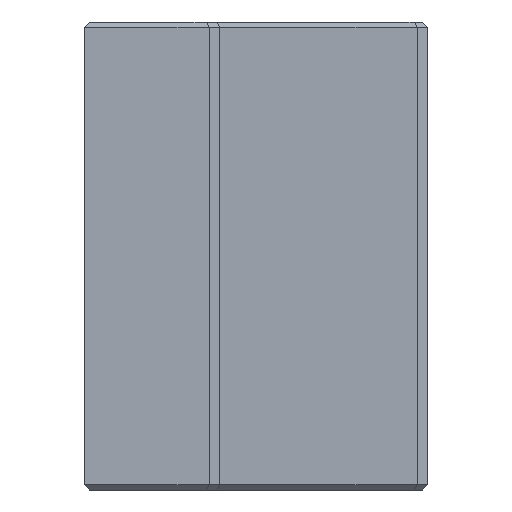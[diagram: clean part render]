
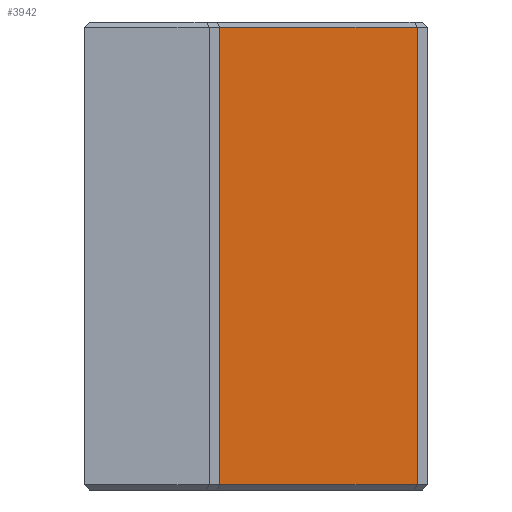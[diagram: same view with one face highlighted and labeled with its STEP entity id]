
A CAD part, left-side view. The second image highlights one B-rep face of the part: STEP entity #3942.
In plain terms, the highlighted planar face has unit normal (-1, 0, 0).
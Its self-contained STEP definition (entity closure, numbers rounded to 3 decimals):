
#117 = AXIS2_PLACEMENT_3D ( 'NONE', #2481, #2504, #2486 ) ;
#751 = FACE_OUTER_BOUND ( 'NONE', #2766, .T. ) ;
#873 = LINE ( 'NONE', #1242, #899 ) ;
#891 = LINE ( 'NONE', #1240, #892 ) ;
#892 = VECTOR ( 'NONE', #1241, 1000. ) ;
#895 = LINE ( 'NONE', #1244, #896 ) ;
#896 = VECTOR ( 'NONE', #1245, 1000. ) ;
#897 = LINE ( 'NONE', #1246, #898 ) ;
#898 = VECTOR ( 'NONE', #1247, 1000. ) ;
#899 = VECTOR ( 'NONE', #1249, 1000. ) ;
#1240 = CARTESIAN_POINT ( 'NONE',  ( -21.497, 6.997, 22.5 ) ) ;
#1241 = DIRECTION ( 'NONE',  ( 0., 0., -1. ) ) ;
#1242 = CARTESIAN_POINT ( 'NONE',  ( -21.497, 6.997, 22. ) ) ;
#1244 = CARTESIAN_POINT ( 'NONE',  ( -21.497, 6.997, -22. ) ) ;
#1245 = DIRECTION ( 'NONE',  ( 0., -1., 0. ) ) ;
#1246 = CARTESIAN_POINT ( 'NONE',  ( -21.497, -11.997, 22.5 ) ) ;
#1247 = DIRECTION ( 'NONE',  ( 0., 0., -1. ) ) ;
#1249 = DIRECTION ( 'NONE',  ( 0., 1., 0. ) ) ;
#2481 = CARTESIAN_POINT ( 'NONE',  ( -21.497, 6.997, 22.5 ) ) ;
#2486 = DIRECTION ( 'NONE',  ( 0., 1., 0. ) ) ;
#2491 = PLANE ( 'NONE',  #117 ) ;
#2504 = DIRECTION ( 'NONE',  ( 1., 0., 0. ) ) ;
#2657 = ORIENTED_EDGE ( 'NONE', *, *, #4038, .T. ) ;
#2709 = ORIENTED_EDGE ( 'NONE', *, *, #4037, .F. ) ;
#2766 = EDGE_LOOP ( 'NONE', ( #2850, #2851, #2709, #2657 ) ) ;
#2850 = ORIENTED_EDGE ( 'NONE', *, *, #4034, .T. ) ;
#2851 = ORIENTED_EDGE ( 'NONE', *, *, #4036, .T. ) ;
#3153 = VERTEX_POINT ( 'NONE', #3754 ) ;
#3154 = VERTEX_POINT ( 'NONE', #3755 ) ;
#3183 = VERTEX_POINT ( 'NONE', #3784 ) ;
#3186 = VERTEX_POINT ( 'NONE', #3787 ) ;
#3754 = CARTESIAN_POINT ( 'NONE',  ( -21.497, 6.997, 22. ) ) ;
#3755 = CARTESIAN_POINT ( 'NONE',  ( -21.497, -11.997, -22. ) ) ;
#3784 = CARTESIAN_POINT ( 'NONE',  ( -21.497, 6.997, -22. ) ) ;
#3787 = CARTESIAN_POINT ( 'NONE',  ( -21.497, -11.997, 22. ) ) ;
#3942 = ADVANCED_FACE ( 'NONE', ( #751 ), #2491, .F. ) ;
#4034 = EDGE_CURVE ( 'NONE', #3153, #3183, #891, .T. ) ;
#4036 = EDGE_CURVE ( 'NONE', #3183, #3154, #895, .T. ) ;
#4037 = EDGE_CURVE ( 'NONE', #3186, #3154, #897, .T. ) ;
#4038 = EDGE_CURVE ( 'NONE', #3186, #3153, #873, .T. ) ;
